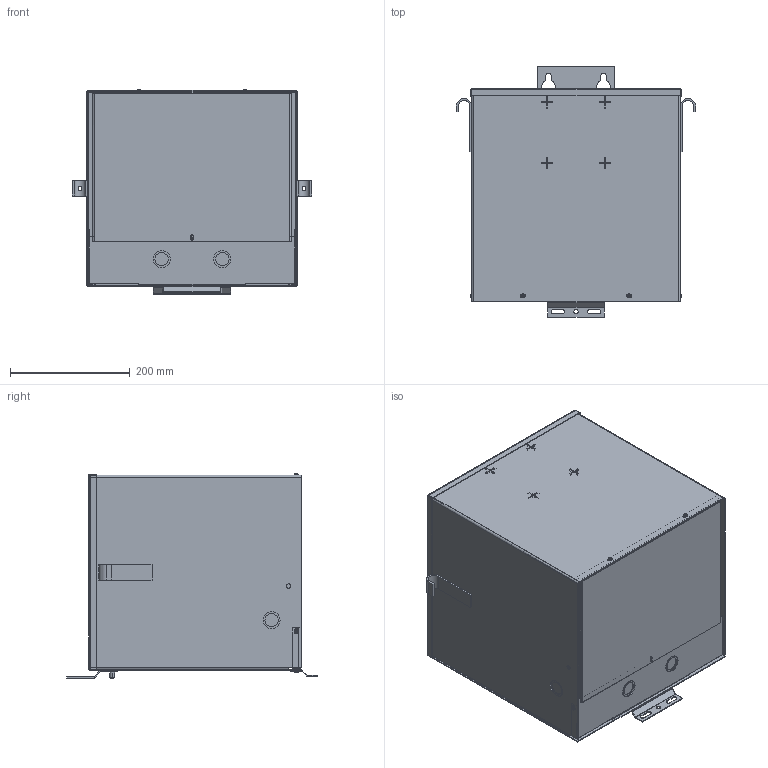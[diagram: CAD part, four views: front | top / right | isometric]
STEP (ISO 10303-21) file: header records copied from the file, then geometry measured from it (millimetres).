
FILE_DESCRIPTION (( 'STEP AP214' ), '1' );
FILE_NAME ('T181217.STEP', '2017-02-23T14:14:21', ( '' ), ( '' ), 'SwSTEP 2.0', 'SolidWorks 2012', '' );
FILE_SCHEMA (( 'AUTOMOTIVE_DESIGN' ));
Length unit declared in the file: inch
Products named in the file (12): A   -701739-_A   -701739-; A   -700716-; B  7-701272-; B   -700622-; B  3-113455-; C  5-113461-; C  5-113461-b; A  1-118040-; A  2-1430301; B  1-701279-; C  5-113461-a; T181217
Assembly tree (19 placements, depth 3):
  T181217
    C  5-113461-
      C  5-113461-a
      B  1-701279-
      A  2-1430301  x2
      A  1-118040-  x2
      C  5-113461-b
    B  3-113455-
    B   -700622-
    B  7-701272-
    A   -700716-
    A   -701739-_A   -701739-  x7
Bounding box: 400.05 x 419.76 x 342.15 mm (x, y, z)
Volume: 1096899.4 mm3; surface area: 1539856.7 mm2
Topology: 18 solids, 18 shells, 1234 faces, 3115 edges, 1962 vertices
Faces by surface type: plane 512, cylinder 401, cone 261, sphere 26, torus 18, bspline 16
Entity records: 19156 total; most frequent: CARTESIAN_POINT 4499, DIRECTION 2988, ORIENTED_EDGE 2866, EDGE_CURVE 1433, AXIS2_PLACEMENT_3D 1038, VECTOR 912, LINE 912, VERTEX_POINT 903
